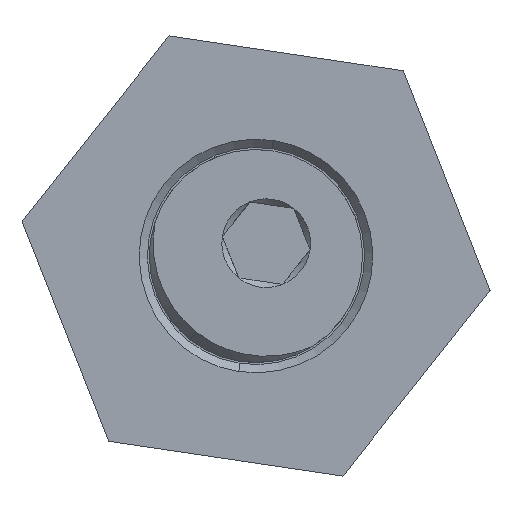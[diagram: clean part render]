
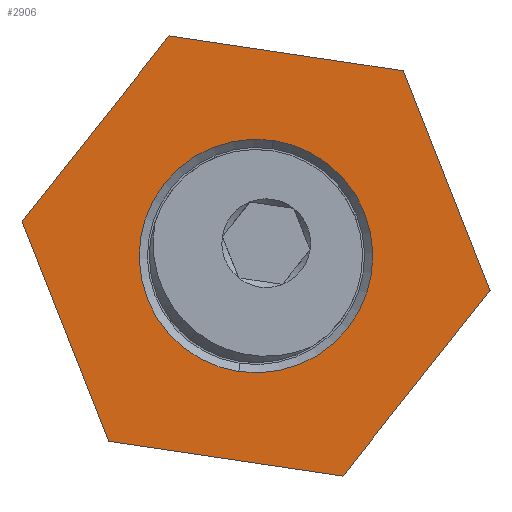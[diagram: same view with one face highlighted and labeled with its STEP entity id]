
A CAD part, left-side view. The second image highlights one B-rep face of the part: STEP entity #2906.
In plain terms, the highlighted face is planar.
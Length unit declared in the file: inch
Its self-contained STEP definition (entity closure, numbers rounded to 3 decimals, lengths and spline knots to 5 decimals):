
#3 = CIRCLE ( 'NONE', #908, 0.1425 ) ;
#61 = DIRECTION ( 'NONE',  ( 0., -1., 0. ) ) ;
#98 = EDGE_CURVE ( 'NONE', #1659, #3576, #3, .T. ) ;
#114 = CARTESIAN_POINT ( 'NONE',  ( -0.14434, 0.16, -0.25 ) ) ;
#160 = CARTESIAN_POINT ( 'NONE',  ( 0.28868, 0.16, 0. ) ) ;
#161 = DIRECTION ( 'NONE',  ( 0.5, 0., 0.866 ) ) ;
#174 = EDGE_CURVE ( 'NONE', #3831, #3105, #1331, .T. ) ;
#242 = ORIENTED_EDGE ( 'NONE', *, *, #174, .F. ) ;
#444 = LINE ( 'NONE', #3893, #3034 ) ;
#716 = EDGE_LOOP ( 'NONE', ( #2770, #3446 ) ) ;
#730 = CARTESIAN_POINT ( 'NONE',  ( 0., 0.16, 0. ) ) ;
#859 = CIRCLE ( 'NONE', #3313, 0.1425 ) ;
#908 = AXIS2_PLACEMENT_3D ( 'NONE', #3209, #1318, #3516 ) ;
#963 = VERTEX_POINT ( 'NONE', #2117 ) ;
#1003 = CARTESIAN_POINT ( 'NONE',  ( 0., 0.16, -0.1425 ) ) ;
#1016 = CARTESIAN_POINT ( 'NONE',  ( 0.14434, 0.16, 0.25 ) ) ;
#1018 = EDGE_CURVE ( 'NONE', #3576, #1659, #859, .T. ) ;
#1052 = CARTESIAN_POINT ( 'NONE',  ( 0., 0.16, 0. ) ) ;
#1061 = VECTOR ( 'NONE', #1084, 39.37008 ) ;
#1084 = DIRECTION ( 'NONE',  ( -0.5, 0., 0.866 ) ) ;
#1097 = CARTESIAN_POINT ( 'NONE',  ( -0.14434, 0.16, 0.25 ) ) ;
#1100 = CARTESIAN_POINT ( 'NONE',  ( -0.14434, 0.16, -0.25 ) ) ;
#1114 = ORIENTED_EDGE ( 'NONE', *, *, #3788, .F. ) ;
#1240 = LINE ( 'NONE', #2022, #3850 ) ;
#1318 = DIRECTION ( 'NONE',  ( 0., -1., 0. ) ) ;
#1331 = LINE ( 'NONE', #1016, #2327 ) ;
#1415 = DIRECTION ( 'NONE',  ( -0.5, 0., -0.866 ) ) ;
#1419 = DIRECTION ( 'NONE',  ( 0.5, 0., -0.866 ) ) ;
#1619 = ORIENTED_EDGE ( 'NONE', *, *, #2686, .F. ) ;
#1647 = DIRECTION ( 'NONE',  ( -1., 0., 0. ) ) ;
#1649 = EDGE_CURVE ( 'NONE', #2371, #963, #444, .T. ) ;
#1659 = VERTEX_POINT ( 'NONE', #2339 ) ;
#1689 = DIRECTION ( 'NONE',  ( 0., -1., 0. ) ) ;
#2002 = DIRECTION ( 'NONE',  ( 1., 0., 0. ) ) ;
#2022 = CARTESIAN_POINT ( 'NONE',  ( -0.28868, 0.16, 0. ) ) ;
#2117 = CARTESIAN_POINT ( 'NONE',  ( 0.28868, 0.16, 0. ) ) ;
#2121 = ORIENTED_EDGE ( 'NONE', *, *, #2918, .F. ) ;
#2225 = CARTESIAN_POINT ( 'NONE',  ( 0.14434, 0.16, -0.25 ) ) ;
#2238 = LINE ( 'NONE', #160, #1061 ) ;
#2327 = VECTOR ( 'NONE', #1647, 39.37008 ) ;
#2339 = CARTESIAN_POINT ( 'NONE',  ( 0., 0.16, 0.1425 ) ) ;
#2343 = CARTESIAN_POINT ( 'NONE',  ( -0.14434, 0.16, 0.25 ) ) ;
#2354 = EDGE_LOOP ( 'NONE', ( #1619, #242, #1114, #3326, #2121, #2834 ) ) ;
#2371 = VERTEX_POINT ( 'NONE', #2225 ) ;
#2376 = LINE ( 'NONE', #114, #2467 ) ;
#2377 = CARTESIAN_POINT ( 'NONE',  ( 0.14434, 0.16, 0.25 ) ) ;
#2467 = VECTOR ( 'NONE', #2002, 39.37008 ) ;
#2475 = FACE_BOUND ( 'NONE', #716, .T. ) ;
#2635 = CARTESIAN_POINT ( 'NONE',  ( -0.28868, 0.16, 0. ) ) ;
#2686 = EDGE_CURVE ( 'NONE', #3105, #2966, #2982, .T. ) ;
#2770 = ORIENTED_EDGE ( 'NONE', *, *, #98, .T. ) ;
#2834 = ORIENTED_EDGE ( 'NONE', *, *, #3730, .F. ) ;
#2879 = VECTOR ( 'NONE', #1415, 39.37008 ) ;
#2906 = ADVANCED_FACE ( 'NONE', ( #2475, #3954 ), #2924, .F. ) ;
#2918 = EDGE_CURVE ( 'NONE', #3716, #2371, #2376, .T. ) ;
#2924 = PLANE ( 'NONE',  #2936 ) ;
#2936 = AXIS2_PLACEMENT_3D ( 'NONE', #730, #1689, #3869 ) ;
#2966 = VERTEX_POINT ( 'NONE', #2635 ) ;
#2982 = LINE ( 'NONE', #1097, #2879 ) ;
#3034 = VECTOR ( 'NONE', #161, 39.37008 ) ;
#3105 = VERTEX_POINT ( 'NONE', #2343 ) ;
#3209 = CARTESIAN_POINT ( 'NONE',  ( 0., 0.16, 0. ) ) ;
#3313 = AXIS2_PLACEMENT_3D ( 'NONE', #1052, #61, #3829 ) ;
#3326 = ORIENTED_EDGE ( 'NONE', *, *, #1649, .F. ) ;
#3446 = ORIENTED_EDGE ( 'NONE', *, *, #1018, .T. ) ;
#3516 = DIRECTION ( 'NONE',  ( 0., 0., -1. ) ) ;
#3576 = VERTEX_POINT ( 'NONE', #1003 ) ;
#3716 = VERTEX_POINT ( 'NONE', #1100 ) ;
#3730 = EDGE_CURVE ( 'NONE', #2966, #3716, #1240, .T. ) ;
#3788 = EDGE_CURVE ( 'NONE', #963, #3831, #2238, .T. ) ;
#3829 = DIRECTION ( 'NONE',  ( 0., 0., -1. ) ) ;
#3831 = VERTEX_POINT ( 'NONE', #2377 ) ;
#3850 = VECTOR ( 'NONE', #1419, 39.37008 ) ;
#3869 = DIRECTION ( 'NONE',  ( 0., 0., -1. ) ) ;
#3893 = CARTESIAN_POINT ( 'NONE',  ( 0.14434, 0.16, -0.25 ) ) ;
#3954 = FACE_OUTER_BOUND ( 'NONE', #2354, .T. ) ;
